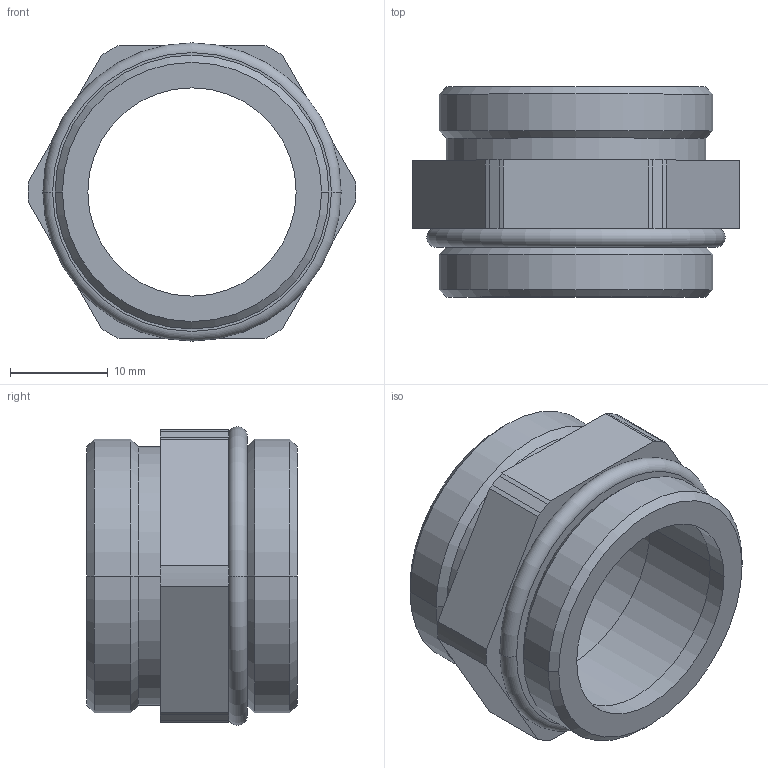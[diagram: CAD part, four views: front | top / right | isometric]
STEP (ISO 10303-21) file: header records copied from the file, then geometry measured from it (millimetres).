
FILE_DESCRIPTION(('Creo Elements/Direct Modeling STEP Export'),'2;1');
FILE_NAME('model.stp','2019-04-05T 1:54:51',(''),(''),'Creo Elements/Direct Modeling STEP processor for AP214 (Solid Model)','Creo Elements/Direct Modeling 20.1A 29-Sep-2018 (C) Parametric Technology GmbH','');
FILE_SCHEMA(('AUTOMOTIVE_DESIGN { 1 0 10303 214 1 1 1 1 }'));
Length unit declared in the file: millimetre
Products named in the file (2): VC-M-KV-PG21-ST
Assembly tree (1 placements, depth 2):
  VC-M-KV-PG21-ST
    VC-M-KV-PG21-ST
Bounding box: 33.49 x 21.5 x 30.5 mm (x, y, z)
Volume: 5290.4 mm3; surface area: 4523.1 mm2
Topology: 1 solids, 1 shells, 49 faces, 116 edges, 74 vertices
Faces by surface type: cylinder 22, plane 17, cone 8, torus 2
Entity records: 1647 total; most frequent: ORIENTED_EDGE 232, CARTESIAN_POINT 197, DIRECTION 186, EDGE_CURVE 116, VERTEX_POINT 74, AXIS2_PLACEMENT_3D 63, VECTOR 60, LINE 60
